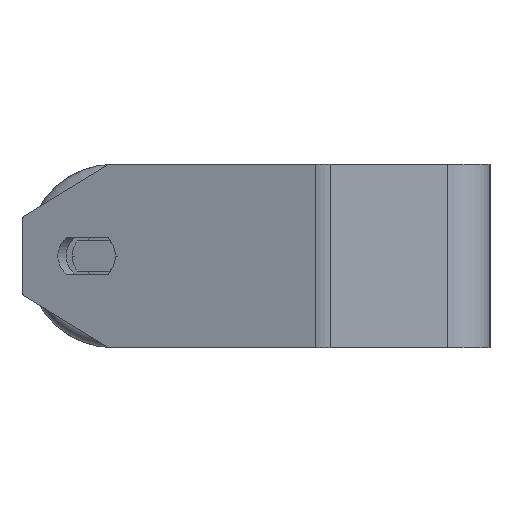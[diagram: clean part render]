
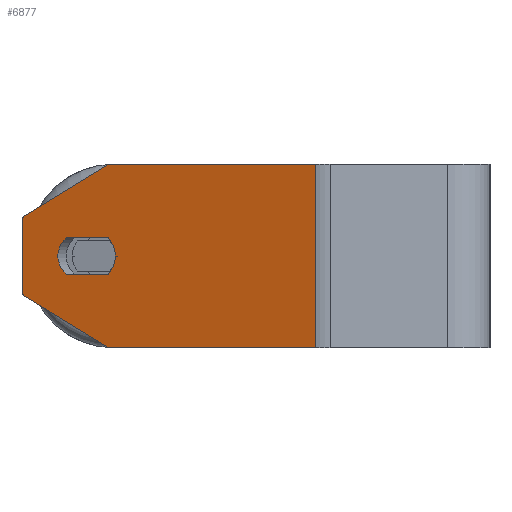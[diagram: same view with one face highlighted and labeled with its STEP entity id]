
A CAD part, left-side view. The second image highlights one B-rep face of the part: STEP entity #6877.
In plain terms, the highlighted planar face has unit normal (-0.94, 0.342, 0).
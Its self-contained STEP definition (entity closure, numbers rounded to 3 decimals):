
#34 = LINE ( 'NONE', #2633, #1701 ) ;
#253 = AXIS2_PLACEMENT_3D ( 'NONE', #5959, #8035, #3518 ) ;
#291 = ORIENTED_EDGE ( 'NONE', *, *, #6253, .F. ) ;
#569 = VERTEX_POINT ( 'NONE', #8015 ) ;
#617 = EDGE_CURVE ( 'NONE', #569, #4338, #6671, .T. ) ;
#700 = EDGE_CURVE ( 'NONE', #3835, #7738, #6902, .T. ) ;
#758 = VECTOR ( 'NONE', #5231, 1000. ) ;
#767 = CARTESIAN_POINT ( 'NONE',  ( -244.499, 124.835, 30. ) ) ;
#786 = AXIS2_PLACEMENT_3D ( 'NONE', #3727, #2404, #7024 ) ;
#848 = EDGE_CURVE ( 'NONE', #1624, #3353, #6284, .T. ) ;
#869 = ORIENTED_EDGE ( 'NONE', *, *, #5768, .F. ) ;
#886 = CARTESIAN_POINT ( 'NONE',  ( -234.238, 153.026, 12.679 ) ) ;
#1024 = ORIENTED_EDGE ( 'NONE', *, *, #1048, .F. ) ;
#1048 = EDGE_CURVE ( 'NONE', #3083, #3835, #34, .T. ) ;
#1124 = EDGE_CURVE ( 'NONE', #1626, #7245, #1473, .T. ) ;
#1155 = AXIS2_PLACEMENT_3D ( 'NONE', #3618, #8136, #5610 ) ;
#1188 = CARTESIAN_POINT ( 'NONE',  ( -269.156, 57.09, -30. ) ) ;
#1199 = CIRCLE ( 'NONE', #253, 7.5 ) ;
#1473 = LINE ( 'NONE', #5475, #8287 ) ;
#1624 = VERTEX_POINT ( 'NONE', #4057 ) ;
#1626 = VERTEX_POINT ( 'NONE', #767 ) ;
#1665 = CARTESIAN_POINT ( 'NONE',  ( -234.238, 153.026, 30. ) ) ;
#1701 = VECTOR ( 'NONE', #5260, 1000. ) ;
#2030 = DIRECTION ( 'NONE',  ( 0.342, 0.94, 0. ) ) ;
#2227 = CARTESIAN_POINT ( 'NONE',  ( -244.328, 125.305, 6. ) ) ;
#2334 = EDGE_CURVE ( 'NONE', #1626, #569, #7650, .T. ) ;
#2336 = DIRECTION ( 'NONE',  ( -0.342, -0.94, 0. ) ) ;
#2404 = DIRECTION ( 'NONE',  ( -0.94, 0.342, 0. ) ) ;
#2469 = EDGE_CURVE ( 'NONE', #4091, #4314, #5960, .T. ) ;
#2633 = CARTESIAN_POINT ( 'NONE',  ( -244.328, 125.305, -6. ) ) ;
#3083 = VERTEX_POINT ( 'NONE', #6873 ) ;
#3120 = CARTESIAN_POINT ( 'NONE',  ( -244.499, 124.835, -30. ) ) ;
#3180 = DIRECTION ( 'NONE',  ( -0.342, -0.94, 0. ) ) ;
#3353 = VERTEX_POINT ( 'NONE', #4906 ) ;
#3376 = CIRCLE ( 'NONE', #786, 7.5 ) ;
#3518 = DIRECTION ( 'NONE',  ( -0.342, -0.94, 0. ) ) ;
#3618 = CARTESIAN_POINT ( 'NONE',  ( -242.789, 129.533, 0. ) ) ;
#3727 = CARTESIAN_POINT ( 'NONE',  ( -241.078, 134.232, 0. ) ) ;
#3774 = CARTESIAN_POINT ( 'NONE',  ( -234.238, 153.026, -30. ) ) ;
#3783 = VECTOR ( 'NONE', #2336, 1000. ) ;
#3807 = VECTOR ( 'NONE', #7687, 1000. ) ;
#3835 = VERTEX_POINT ( 'NONE', #7028 ) ;
#3943 = AXIS2_PLACEMENT_3D ( 'NONE', #1665, #4157, #4284 ) ;
#4057 = CARTESIAN_POINT ( 'NONE',  ( -234.238, 153.026, -12.679 ) ) ;
#4091 = VERTEX_POINT ( 'NONE', #2227 ) ;
#4157 = DIRECTION ( 'NONE',  ( 0.94, -0.342, 0. ) ) ;
#4221 = DIRECTION ( 'NONE',  ( 0.296, 0.814, -0.5 ) ) ;
#4284 = DIRECTION ( 'NONE',  ( 0.342, 0.94, 0. ) ) ;
#4314 = VERTEX_POINT ( 'NONE', #7887 ) ;
#4338 = VERTEX_POINT ( 'NONE', #1188 ) ;
#4433 = ORIENTED_EDGE ( 'NONE', *, *, #1124, .T. ) ;
#4564 = ORIENTED_EDGE ( 'NONE', *, *, #700, .F. ) ;
#4578 = ORIENTED_EDGE ( 'NONE', *, *, #6395, .T. ) ;
#4630 = EDGE_LOOP ( 'NONE', ( #1024, #869, #7836, #291, #4564 ) ) ;
#4672 = CARTESIAN_POINT ( 'NONE',  ( -269.156, 57.09, 30. ) ) ;
#4747 = VECTOR ( 'NONE', #2030, 1000. ) ;
#4906 = CARTESIAN_POINT ( 'NONE',  ( -244.499, 124.835, -30. ) ) ;
#4939 = FACE_BOUND ( 'NONE', #4630, .T. ) ;
#4959 = ORIENTED_EDGE ( 'NONE', *, *, #2334, .F. ) ;
#5121 = CARTESIAN_POINT ( 'NONE',  ( -245.354, 122.486, 0. ) ) ;
#5160 = ORIENTED_EDGE ( 'NONE', *, *, #8393, .T. ) ;
#5231 = DIRECTION ( 'NONE',  ( 0., 0., -1. ) ) ;
#5260 = DIRECTION ( 'NONE',  ( -0.342, -0.94, 0. ) ) ;
#5353 = EDGE_LOOP ( 'NONE', ( #5160, #6296, #4578, #5680, #4959, #4433 ) ) ;
#5475 = CARTESIAN_POINT ( 'NONE',  ( -234.238, 153.026, 12.679 ) ) ;
#5610 = DIRECTION ( 'NONE',  ( -0.342, -0.94, 0. ) ) ;
#5680 = ORIENTED_EDGE ( 'NONE', *, *, #617, .F. ) ;
#5718 = CARTESIAN_POINT ( 'NONE',  ( -234.238, 153.026, 30. ) ) ;
#5768 = EDGE_CURVE ( 'NONE', #4314, #3083, #3376, .T. ) ;
#5845 = VECTOR ( 'NONE', #3180, 1000. ) ;
#5959 = CARTESIAN_POINT ( 'NONE',  ( -242.789, 129.533, 0. ) ) ;
#5960 = LINE ( 'NONE', #7335, #4747 ) ;
#6253 = EDGE_CURVE ( 'NONE', #7738, #4091, #1199, .T. ) ;
#6271 = CARTESIAN_POINT ( 'NONE',  ( -234.238, 153.026, 30. ) ) ;
#6284 = LINE ( 'NONE', #3120, #8418 ) ;
#6296 = ORIENTED_EDGE ( 'NONE', *, *, #848, .T. ) ;
#6395 = EDGE_CURVE ( 'NONE', #3353, #4338, #7720, .T. ) ;
#6671 = LINE ( 'NONE', #4672, #758 ) ;
#6873 = CARTESIAN_POINT ( 'NONE',  ( -239.539, 138.461, -6. ) ) ;
#6877 = ADVANCED_FACE ( 'NONE', ( #4939, #6934 ), #8200, .F. ) ;
#6902 = CIRCLE ( 'NONE', #1155, 7.5 ) ;
#6934 = FACE_OUTER_BOUND ( 'NONE', #5353, .T. ) ;
#6969 = DIRECTION ( 'NONE',  ( -0.296, -0.814, -0.5 ) ) ;
#7024 = DIRECTION ( 'NONE',  ( 0.342, 0.94, 0. ) ) ;
#7028 = CARTESIAN_POINT ( 'NONE',  ( -244.328, 125.305, -6. ) ) ;
#7245 = VERTEX_POINT ( 'NONE', #886 ) ;
#7335 = CARTESIAN_POINT ( 'NONE',  ( -244.328, 125.305, 6. ) ) ;
#7650 = LINE ( 'NONE', #6271, #3783 ) ;
#7687 = DIRECTION ( 'NONE',  ( 0., 0., -1. ) ) ;
#7720 = LINE ( 'NONE', #3774, #5845 ) ;
#7738 = VERTEX_POINT ( 'NONE', #5121 ) ;
#7836 = ORIENTED_EDGE ( 'NONE', *, *, #2469, .F. ) ;
#7887 = CARTESIAN_POINT ( 'NONE',  ( -239.539, 138.461, 6. ) ) ;
#8015 = CARTESIAN_POINT ( 'NONE',  ( -269.156, 57.09, 30. ) ) ;
#8035 = DIRECTION ( 'NONE',  ( -0.94, 0.342, 0. ) ) ;
#8136 = DIRECTION ( 'NONE',  ( -0.94, 0.342, 0. ) ) ;
#8200 = PLANE ( 'NONE',  #3943 ) ;
#8250 = LINE ( 'NONE', #5718, #3807 ) ;
#8287 = VECTOR ( 'NONE', #4221, 1000. ) ;
#8393 = EDGE_CURVE ( 'NONE', #7245, #1624, #8250, .T. ) ;
#8418 = VECTOR ( 'NONE', #6969, 1000. ) ;
